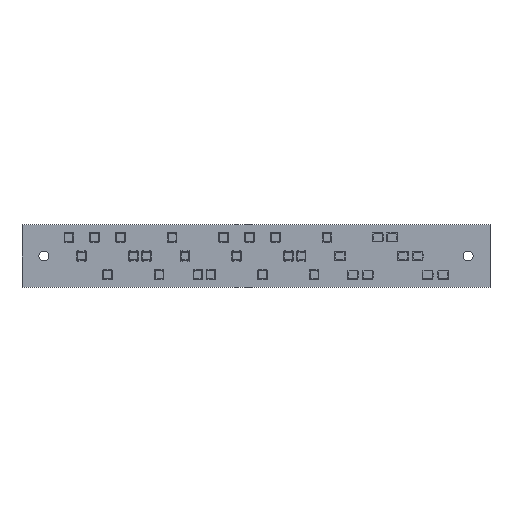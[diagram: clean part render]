
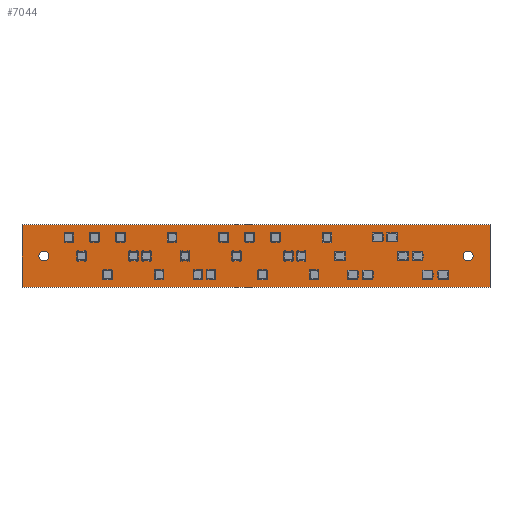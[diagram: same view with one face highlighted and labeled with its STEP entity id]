
A CAD part, top view. The second image highlights one B-rep face of the part: STEP entity #7044.
In plain terms, the highlighted planar face has unit normal (0, 0, 1).
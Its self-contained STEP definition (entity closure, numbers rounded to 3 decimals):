
#6910 = VERTEX_POINT('',#6911);
#6911 = CARTESIAN_POINT('',(223.,-95.,1.51));
#6917 = EDGE_CURVE('',#6910,#6918,#6920,.T.);
#6918 = VERTEX_POINT('',#6919);
#6919 = CARTESIAN_POINT('',(73.,-95.,1.51));
#6920 = LINE('',#6921,#6922);
#6921 = CARTESIAN_POINT('',(223.,-95.,1.51));
#6922 = VECTOR('',#6923,1.);
#6923 = DIRECTION('',(-1.,0.,0.));
#6950 = VERTEX_POINT('',#6951);
#6951 = CARTESIAN_POINT('',(223.,-75.,1.51));
#6957 = EDGE_CURVE('',#6950,#6910,#6958,.T.);
#6958 = LINE('',#6959,#6960);
#6959 = CARTESIAN_POINT('',(223.,-75.,1.51));
#6960 = VECTOR('',#6961,1.);
#6961 = DIRECTION('',(0.,-1.,0.));
#6979 = EDGE_CURVE('',#6918,#6980,#6982,.T.);
#6980 = VERTEX_POINT('',#6981);
#6981 = CARTESIAN_POINT('',(73.,-75.,1.51));
#6982 = LINE('',#6983,#6984);
#6983 = CARTESIAN_POINT('',(73.,-95.,1.51));
#6984 = VECTOR('',#6985,1.);
#6985 = DIRECTION('',(0.,1.,0.));
#7044 = ADVANCED_FACE('',(#7045,#7056,#7067),#7078,.T.);
#7045 = FACE_BOUND('',#7046,.T.);
#7046 = EDGE_LOOP('',(#7047,#7048,#7049,#7055));
#7047 = ORIENTED_EDGE('',*,*,#6917,.F.);
#7048 = ORIENTED_EDGE('',*,*,#6957,.F.);
#7049 = ORIENTED_EDGE('',*,*,#7050,.F.);
#7050 = EDGE_CURVE('',#6980,#6950,#7051,.T.);
#7051 = LINE('',#7052,#7053);
#7052 = CARTESIAN_POINT('',(73.,-75.,1.51));
#7053 = VECTOR('',#7054,1.);
#7054 = DIRECTION('',(1.,0.,0.));
#7055 = ORIENTED_EDGE('',*,*,#6979,.F.);
#7056 = FACE_BOUND('',#7057,.T.);
#7057 = EDGE_LOOP('',(#7058));
#7058 = ORIENTED_EDGE('',*,*,#7059,.T.);
#7059 = EDGE_CURVE('',#7060,#7060,#7062,.T.);
#7060 = VERTEX_POINT('',#7061);
#7061 = CARTESIAN_POINT('',(80.,-86.6,1.51));
#7062 = CIRCLE('',#7063,1.6);
#7063 = AXIS2_PLACEMENT_3D('',#7064,#7065,#7066);
#7064 = CARTESIAN_POINT('',(80.,-85.,1.51));
#7065 = DIRECTION('',(-0.,0.,-1.));
#7066 = DIRECTION('',(-0.,-1.,0.));
#7067 = FACE_BOUND('',#7068,.T.);
#7068 = EDGE_LOOP('',(#7069));
#7069 = ORIENTED_EDGE('',*,*,#7070,.T.);
#7070 = EDGE_CURVE('',#7071,#7071,#7073,.T.);
#7071 = VERTEX_POINT('',#7072);
#7072 = CARTESIAN_POINT('',(216.,-86.6,1.51));
#7073 = CIRCLE('',#7074,1.6);
#7074 = AXIS2_PLACEMENT_3D('',#7075,#7076,#7077);
#7075 = CARTESIAN_POINT('',(216.,-85.,1.51));
#7076 = DIRECTION('',(-0.,0.,-1.));
#7077 = DIRECTION('',(-0.,-1.,0.));
#7078 = PLANE('',#7079);
#7079 = AXIS2_PLACEMENT_3D('',#7080,#7081,#7082);
#7080 = CARTESIAN_POINT('',(0.,0.,1.51));
#7081 = DIRECTION('',(0.,0.,1.));
#7082 = DIRECTION('',(1.,0.,-0.));
